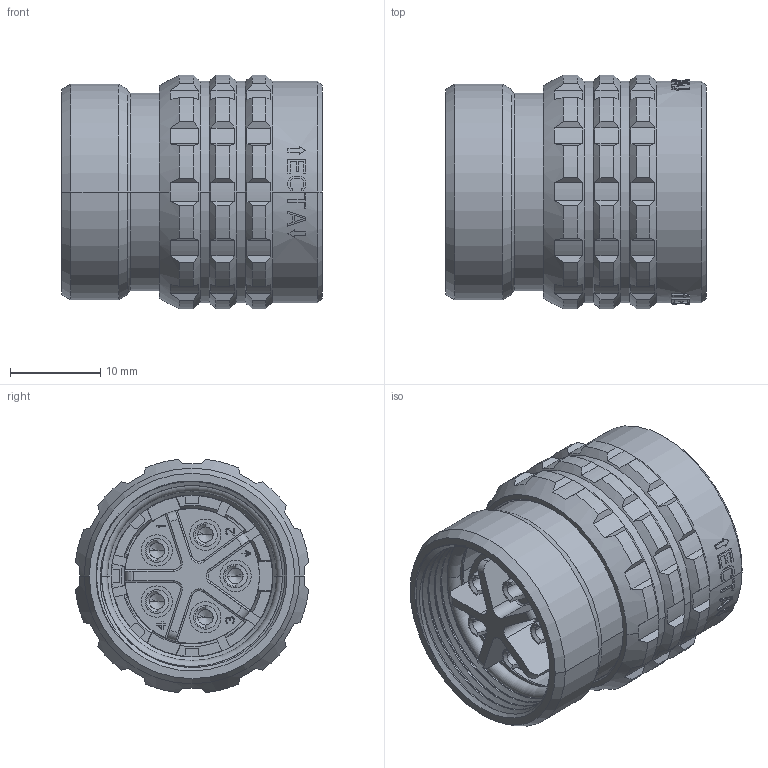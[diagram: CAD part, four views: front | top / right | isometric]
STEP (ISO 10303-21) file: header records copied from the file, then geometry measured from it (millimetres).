
FILE_DESCRIPTION((''),'2;1');
FILE_NAME('1331M295FZ','2024-07-23T08:56:41',('paultorloting'),('NET AG system integration'),'CREO PARAMETRIC BY PTC INC, 2021404','CREO PARAMETRIC BY PTC INC, 2021404','');
FILE_SCHEMA(('AUTOMOTIVE_DESIGN { 1 0 10303 214 1 1 1 1 }'));
Length unit declared in the file: millimetre
Products named in the file (1): 1331M295FZ
Bounding box: 28.8 x 25.82 x 25.82 mm (x, y, z)
Volume: 8785.5 mm3; surface area: 9441.7 mm2
Topology: 1 solids, 2 shells, 1224 faces, 3276 edges, 2140 vertices
Faces by surface type: plane 707, cylinder 313, cone 106, torus 81, bspline 9, sphere 8
Entity records: 52654 total; most frequent: CARTESIAN_POINT 16187, ORIENTED_EDGE 6516, DIRECTION 6148, EDGE_CURVE 3258, AXIS2_PLACEMENT_3D 2202, VERTEX_POINT 2140, VECTOR 1741, LINE 1741
